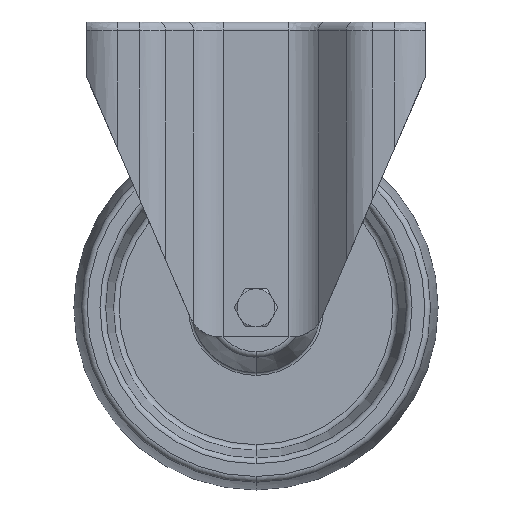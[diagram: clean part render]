
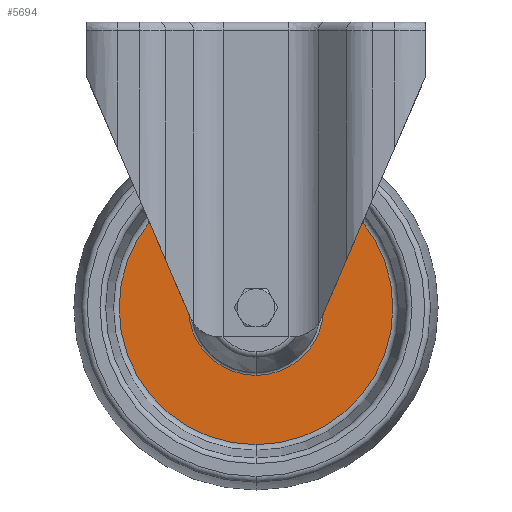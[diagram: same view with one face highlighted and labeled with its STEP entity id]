
A CAD part, top view. The second image highlights one B-rep face of the part: STEP entity #5694.
In plain terms, the highlighted planar face has unit normal (0, 0, 1).
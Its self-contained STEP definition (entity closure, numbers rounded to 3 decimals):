
#44 = CIRCLE ( 'NONE', #12860, 46.967 ) ;
#982 = CARTESIAN_POINT ( 'NONE',  ( 0., -121.183, 6. ) ) ;
#1283 = CIRCLE ( 'NONE', #5412, 46.967 ) ;
#1318 = AXIS2_PLACEMENT_3D ( 'NONE', #4536, #11606, #5574 ) ;
#1605 = CARTESIAN_POINT ( 'NONE',  ( 0., -97.99, 6. ) ) ;
#1860 = DIRECTION ( 'NONE',  ( 0., 0., 1. ) ) ;
#2583 = FACE_BOUND ( 'NONE', #6992, .T. ) ;
#2627 = DIRECTION ( 'NONE',  ( 0., -1., 0. ) ) ;
#2697 = ORIENTED_EDGE ( 'NONE', *, *, #4113, .T. ) ;
#2903 = FACE_OUTER_BOUND ( 'NONE', #4010, .T. ) ;
#3136 = DIRECTION ( 'NONE',  ( 0., 0., -1. ) ) ;
#3548 = CIRCLE ( 'NONE', #8341, 23.193 ) ;
#4010 = EDGE_LOOP ( 'NONE', ( #2697, #6379 ) ) ;
#4113 = EDGE_CURVE ( 'NONE', #12213, #10486, #1283, .T. ) ;
#4536 = CARTESIAN_POINT ( 'NONE',  ( 30., -97.99, 6. ) ) ;
#5060 = CARTESIAN_POINT ( 'NONE',  ( 0., -144.957, 6. ) ) ;
#5412 = AXIS2_PLACEMENT_3D ( 'NONE', #1605, #8712, #2627 ) ;
#5574 = DIRECTION ( 'NONE',  ( 0., -1., 0. ) ) ;
#5647 = DIRECTION ( 'NONE',  ( 0., 0., -1. ) ) ;
#5694 = ADVANCED_FACE ( 'NONE', ( #2583, #2903 ), #9501, .T. ) ;
#6379 = ORIENTED_EDGE ( 'NONE', *, *, #9318, .T. ) ;
#6695 = VERTEX_POINT ( 'NONE', #982 ) ;
#6992 = EDGE_LOOP ( 'NONE', ( #11413, #10586 ) ) ;
#8000 = CARTESIAN_POINT ( 'NONE',  ( 0., -97.99, 6. ) ) ;
#8341 = AXIS2_PLACEMENT_3D ( 'NONE', #9211, #3136, #10220 ) ;
#8712 = DIRECTION ( 'NONE',  ( 0., 0., 1. ) ) ;
#8982 = DIRECTION ( 'NONE',  ( 0., -1., 0. ) ) ;
#9211 = CARTESIAN_POINT ( 'NONE',  ( 0., -97.99, 6. ) ) ;
#9318 = EDGE_CURVE ( 'NONE', #10486, #12213, #44, .T. ) ;
#9487 = CARTESIAN_POINT ( 'NONE',  ( 0., -74.797, 6. ) ) ;
#9501 = PLANE ( 'NONE',  #1318 ) ;
#10220 = DIRECTION ( 'NONE',  ( 0., -1., 0. ) ) ;
#10486 = VERTEX_POINT ( 'NONE', #12594 ) ;
#10586 = ORIENTED_EDGE ( 'NONE', *, *, #12684, .T. ) ;
#10981 = CIRCLE ( 'NONE', #11311, 23.193 ) ;
#11311 = AXIS2_PLACEMENT_3D ( 'NONE', #11674, #5647, #12702 ) ;
#11373 = VERTEX_POINT ( 'NONE', #9487 ) ;
#11413 = ORIENTED_EDGE ( 'NONE', *, *, #11982, .T. ) ;
#11606 = DIRECTION ( 'NONE',  ( 0., 0., 1. ) ) ;
#11674 = CARTESIAN_POINT ( 'NONE',  ( 0., -97.99, 6. ) ) ;
#11982 = EDGE_CURVE ( 'NONE', #6695, #11373, #10981, .T. ) ;
#12213 = VERTEX_POINT ( 'NONE', #5060 ) ;
#12594 = CARTESIAN_POINT ( 'NONE',  ( 0., -51.023, 6. ) ) ;
#12684 = EDGE_CURVE ( 'NONE', #11373, #6695, #3548, .T. ) ;
#12702 = DIRECTION ( 'NONE',  ( 0., -1., 0. ) ) ;
#12860 = AXIS2_PLACEMENT_3D ( 'NONE', #8000, #1860, #8982 ) ;
